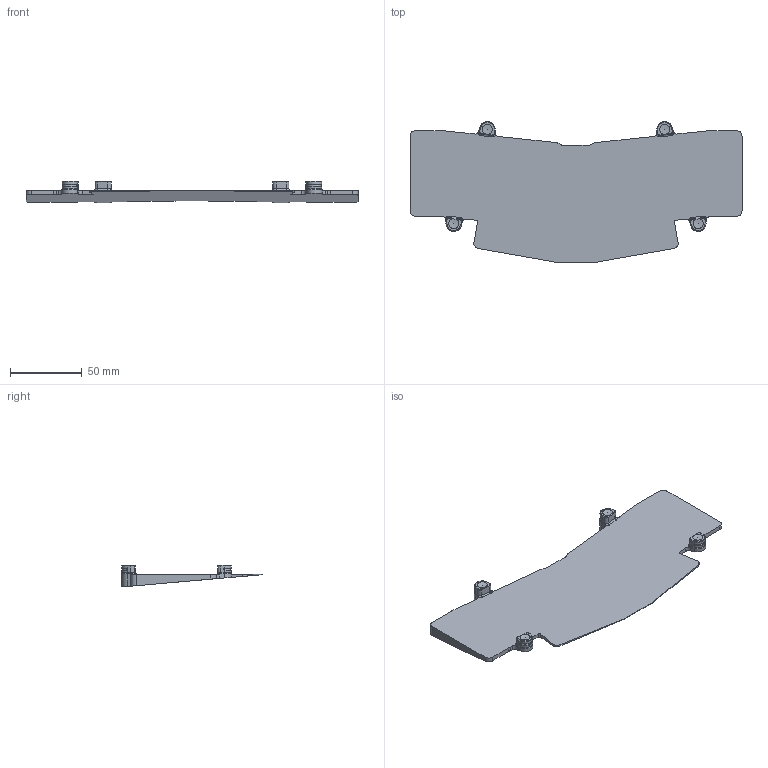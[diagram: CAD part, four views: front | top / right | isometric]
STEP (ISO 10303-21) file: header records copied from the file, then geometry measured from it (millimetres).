
FILE_DESCRIPTION(/* description */ ('','CAx-IF Rec.Pracs.---Representation and Presentation of Product Manufacturing Information (PMI)---4.0---2014-10-13'),/* implementation_level */ '2;1');
FILE_NAME(/* name */ 'baby case bottom.step',/* time_stamp */ '2025-02-02T11:48:27-05:00',/* author */ (''),/* organization */ (''),/* preprocessor_version */ 'ST-DEVELOPER v20',/* originating_system */ 'Autodesk Translation Framework v13.20.0.188',/* authorisation */ '');
FILE_SCHEMA (('AP242_MANAGED_MODEL_BASED_3D_ENGINEERING_MIM_LF { 1 0 10303 442 1 1 4 }'));
Length unit declared in the file: millimetre
Products named in the file (1): babier-v bottom case small?
Bounding box: 230.95 x 97.87 x 15.26 mm (x, y, z)
Volume: 83541.9 mm3; surface area: 38484.7 mm2
Topology: 1 solids, 1 shells, 199 faces, 507 edges, 306 vertices
Faces by surface type: plane 60, cylinder 59, torus 40, bspline 16, cone 12, sphere 12
Entity records: 6336 total; most frequent: CARTESIAN_POINT 1489, DIRECTION 1057, ORIENTED_EDGE 1006, EDGE_CURVE 503, AXIS2_PLACEMENT_3D 418, VERTEX_POINT 306, LINE 221, VECTOR 221
